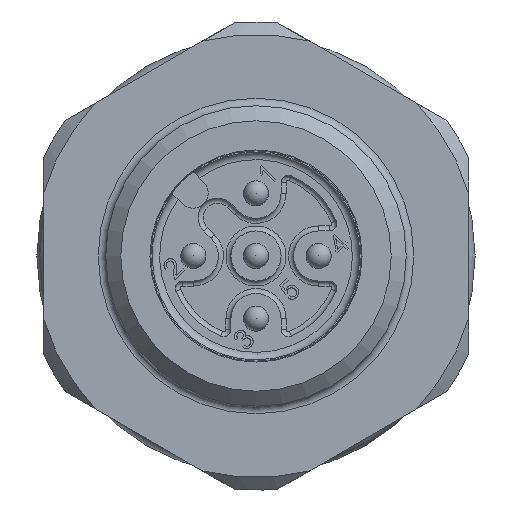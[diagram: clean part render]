
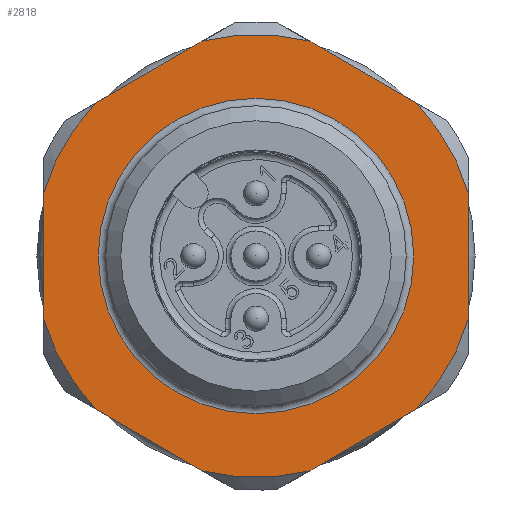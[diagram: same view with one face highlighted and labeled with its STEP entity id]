
A CAD part, left-side view. The second image highlights one B-rep face of the part: STEP entity #2818.
In plain terms, the highlighted planar face has unit normal (-1, 0, 0).
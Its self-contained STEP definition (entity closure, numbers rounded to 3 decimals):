
#509=PLANE('',#3546);
#613=LINE('',#4870,#766);
#614=LINE('',#4871,#767);
#615=LINE('',#4872,#768);
#616=LINE('',#4873,#769);
#617=LINE('',#4874,#770);
#618=LINE('',#4875,#771);
#766=VECTOR('',#3953,1.);
#767=VECTOR('',#3954,1.);
#768=VECTOR('',#3955,1.);
#769=VECTOR('',#3956,1.);
#770=VECTOR('',#3957,1.);
#771=VECTOR('',#3958,1.);
#951=EDGE_LOOP('',(#1304));
#952=EDGE_LOOP('',(#1305,#1306,#1307,#1308,#1309,#1310,#1311,#1312,#1313,
#1314,#1315,#1316));
#1304=ORIENTED_EDGE('',*,*,#2227,.T.);
#1305=ORIENTED_EDGE('',*,*,#2210,.F.);
#1306=ORIENTED_EDGE('',*,*,#2228,.T.);
#1307=ORIENTED_EDGE('',*,*,#2212,.F.);
#1308=ORIENTED_EDGE('',*,*,#2229,.T.);
#1309=ORIENTED_EDGE('',*,*,#2225,.F.);
#1310=ORIENTED_EDGE('',*,*,#2230,.T.);
#1311=ORIENTED_EDGE('',*,*,#2222,.F.);
#1312=ORIENTED_EDGE('',*,*,#2231,.T.);
#1313=ORIENTED_EDGE('',*,*,#2219,.F.);
#1314=ORIENTED_EDGE('',*,*,#2232,.T.);
#1315=ORIENTED_EDGE('',*,*,#2216,.F.);
#1316=ORIENTED_EDGE('',*,*,#2233,.T.);
#2210=EDGE_CURVE('',#3212,#3213,#2650,.T.);
#2212=EDGE_CURVE('',#3214,#3215,#2651,.T.);
#2216=EDGE_CURVE('',#3216,#3217,#2652,.T.);
#2219=EDGE_CURVE('',#3218,#3219,#2653,.T.);
#2222=EDGE_CURVE('',#3220,#3221,#2654,.T.);
#2225=EDGE_CURVE('',#3222,#3223,#2655,.T.);
#2227=EDGE_CURVE('',#3224,#3224,#2656,.T.);
#2228=EDGE_CURVE('',#3212,#3215,#613,.T.);
#2229=EDGE_CURVE('',#3214,#3223,#614,.T.);
#2230=EDGE_CURVE('',#3222,#3221,#615,.T.);
#2231=EDGE_CURVE('',#3220,#3219,#616,.T.);
#2232=EDGE_CURVE('',#3218,#3217,#617,.T.);
#2233=EDGE_CURVE('',#3216,#3213,#618,.T.);
#2650=CIRCLE('',#3533,8.85);
#2651=CIRCLE('',#3535,8.85);
#2652=CIRCLE('',#3537,8.85);
#2653=CIRCLE('',#3539,8.85);
#2654=CIRCLE('',#3541,8.85);
#2655=CIRCLE('',#3543,8.85);
#2656=CIRCLE('',#3545,6.3);
#2818=ADVANCED_FACE('',(#3040,#3041),#509,.T.);
#3040=FACE_BOUND('',#951,.T.);
#3041=FACE_BOUND('',#952,.T.);
#3212=VERTEX_POINT('',#4800);
#3213=VERTEX_POINT('',#4802);
#3214=VERTEX_POINT('',#4809);
#3215=VERTEX_POINT('',#4810);
#3216=VERTEX_POINT('',#4824);
#3217=VERTEX_POINT('',#4826);
#3218=VERTEX_POINT('',#4836);
#3219=VERTEX_POINT('',#4838);
#3220=VERTEX_POINT('',#4848);
#3221=VERTEX_POINT('',#4850);
#3222=VERTEX_POINT('',#4860);
#3223=VERTEX_POINT('',#4862);
#3224=VERTEX_POINT('',#4869);
#3533=AXIS2_PLACEMENT_3D('',#4801,#3927,#3928);
#3535=AXIS2_PLACEMENT_3D('',#4808,#3931,#3932);
#3537=AXIS2_PLACEMENT_3D('',#4825,#3935,#3936);
#3539=AXIS2_PLACEMENT_3D('',#4837,#3939,#3940);
#3541=AXIS2_PLACEMENT_3D('',#4849,#3943,#3944);
#3543=AXIS2_PLACEMENT_3D('',#4861,#3947,#3948);
#3545=AXIS2_PLACEMENT_3D('',#4868,#3951,#3952);
#3546=AXIS2_PLACEMENT_3D('',#4876,#3959,#3960);
#3927=DIRECTION('',(1.,0.,0.));
#3928=DIRECTION('',(0.,-1.,0.));
#3931=DIRECTION('',(1.,0.,0.));
#3932=DIRECTION('',(0.,-1.,0.));
#3935=DIRECTION('',(1.,0.,0.));
#3936=DIRECTION('',(0.,-1.,0.));
#3939=DIRECTION('',(1.,0.,0.));
#3940=DIRECTION('',(0.,-1.,0.));
#3943=DIRECTION('',(1.,0.,0.));
#3944=DIRECTION('',(0.,-1.,0.));
#3947=DIRECTION('',(1.,0.,0.));
#3948=DIRECTION('',(0.,-1.,0.));
#3951=DIRECTION('',(1.,0.,0.));
#3952=DIRECTION('',(0.,1.,0.));
#3953=DIRECTION('',(0.,0.866,-0.5));
#3954=DIRECTION('',(0.,0.,-1.));
#3955=DIRECTION('',(0.,-0.866,-0.5));
#3956=DIRECTION('',(0.,-0.866,0.5));
#3957=DIRECTION('',(0.,0.,1.));
#3958=DIRECTION('',(0.,0.866,0.5));
#3959=DIRECTION('',(-1.,0.,0.));
#3960=DIRECTION('',(0.,1.,0.));
#4800=CARTESIAN_POINT('',(10.,2.116,8.593));
#4801=CARTESIAN_POINT('',(10.,0.,0.));
#4802=CARTESIAN_POINT('',(10.,-2.116,8.593));
#4808=CARTESIAN_POINT('',(10.,0.,0.));
#4809=CARTESIAN_POINT('',(10.,8.5,2.464));
#4810=CARTESIAN_POINT('',(10.,6.384,6.129));
#4824=CARTESIAN_POINT('',(10.,-6.384,6.129));
#4825=CARTESIAN_POINT('',(10.,0.,0.));
#4826=CARTESIAN_POINT('',(10.,-8.5,2.464));
#4836=CARTESIAN_POINT('',(10.,-8.5,-2.464));
#4837=CARTESIAN_POINT('',(10.,0.,0.));
#4838=CARTESIAN_POINT('',(10.,-6.384,-6.129));
#4848=CARTESIAN_POINT('',(10.,-2.116,-8.593));
#4849=CARTESIAN_POINT('',(10.,0.,0.));
#4850=CARTESIAN_POINT('',(10.,2.116,-8.593));
#4860=CARTESIAN_POINT('',(10.,6.384,-6.129));
#4861=CARTESIAN_POINT('',(10.,0.,0.));
#4862=CARTESIAN_POINT('',(10.,8.5,-2.464));
#4868=CARTESIAN_POINT('',(10.,0.,0.));
#4869=CARTESIAN_POINT('',(10.,6.3,0.));
#4870=CARTESIAN_POINT('',(10.,8.082,5.149));
#4871=CARTESIAN_POINT('',(10.,8.5,-8.85));
#4872=CARTESIAN_POINT('',(10.,0.418,-9.574));
#4873=CARTESIAN_POINT('',(10.,-0.418,-9.574));
#4874=CARTESIAN_POINT('',(10.,-8.5,-8.85));
#4875=CARTESIAN_POINT('',(10.,-8.082,5.149));
#4876=CARTESIAN_POINT('',(10.,0.,-8.85));
